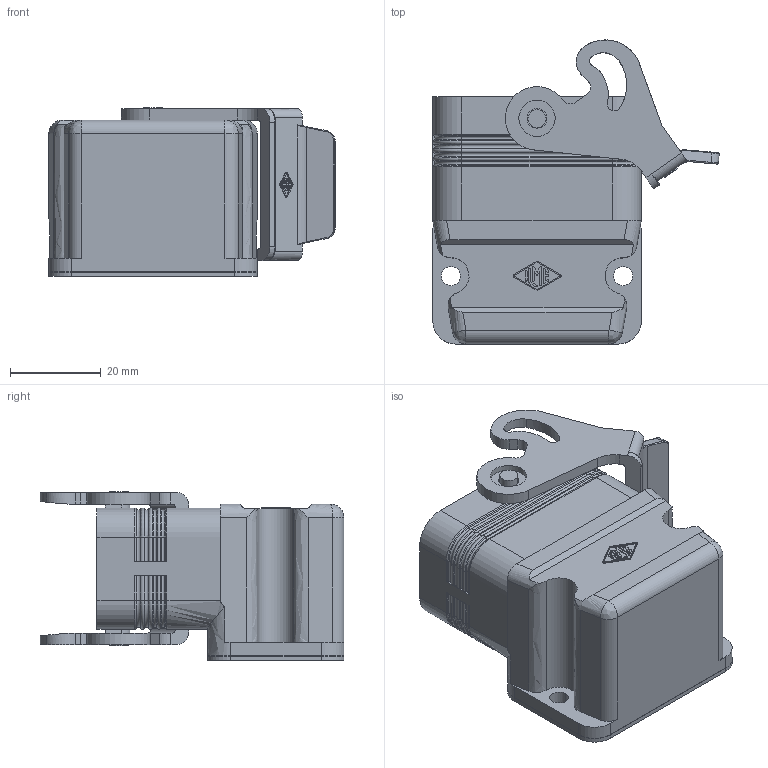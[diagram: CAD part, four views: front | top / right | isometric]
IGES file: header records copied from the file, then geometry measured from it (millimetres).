
Start section: Elysium IGES Interface
Global section: file name: 52HCQS_08_IA.igs; native system: SolidDesigner 16.00A  16-Aug-2008; preprocessor: CoCreate IGES_3D V2.2; author: Unknown; organization: Unknown; date: 20091218.114149; units: millimetre
Bounding box: 63.2 x 67.05 x 37.25 mm (x, y, z)
Volume: 27847 mm3; surface area: 23770.9 mm2
Topology: 2 solids, 2 shells, 601 faces, 1517 edges, 950 vertices
Faces by surface type: bspline 601
